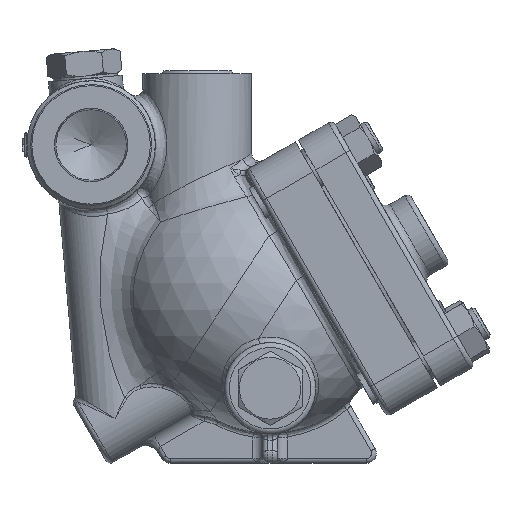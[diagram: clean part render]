
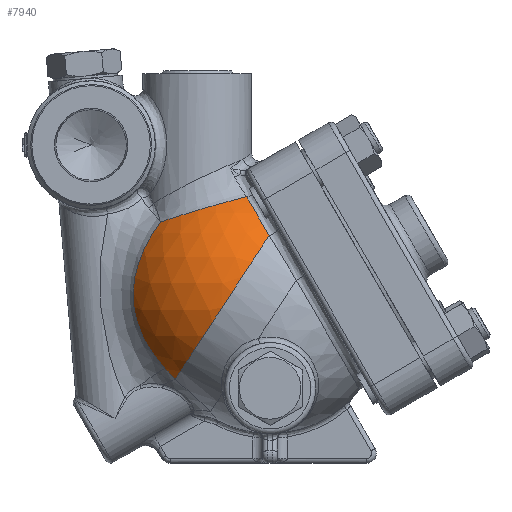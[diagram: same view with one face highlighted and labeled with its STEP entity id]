
A CAD part, front view. The second image highlights one B-rep face of the part: STEP entity #7940.
In plain terms, the highlighted spherical face has radius 46 mm.
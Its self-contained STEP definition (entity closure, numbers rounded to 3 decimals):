
#7855=CARTESIAN_POINT('',(13.5,0.0,-60.639));
#7856=DIRECTION('',(0.0,0.0,1.0));
#7857=DIRECTION('',(1.0,0.0,0.0));
#7858=AXIS2_PLACEMENT_3D('',#7855,#7856,#7857);
#7859=SPHERICAL_SURFACE('',#7858,46.);
#7860=CARTESIAN_POINT('',(20.027,-22.347,-20.965));
#7861=VERTEX_POINT('',#7860);
#7862=CARTESIAN_POINT('',(29.116,-36.048,-36.708));
#7863=VERTEX_POINT('',#7862);
#7864=CARTESIAN_POINT('',(35.574,0.,-47.894));
#7865=DIRECTION('',(0.866,0.,0.5));
#7866=DIRECTION('',(0.169,0.941,-0.292));
#7867=AXIS2_PLACEMENT_3D('',#7864,#7865,#7866);
#7868=CIRCLE('',#7867,38.292);
#7869=EDGE_CURVE('',#7861,#7863,#7868,.T.);
#7870=ORIENTED_EDGE('',*,*,#7869,.F.);
#7871=CARTESIAN_POINT('',(-14.956,-21.083,-31.283));
#7872=VERTEX_POINT('',#7871);
#7873=CARTESIAN_POINT('',(-14.956,-21.083,-31.283));
#7874=CARTESIAN_POINT('',(-14.554,-21.432,-31.143));
#7875=CARTESIAN_POINT('',(-13.14,-22.588,-30.657));
#7876=CARTESIAN_POINT('',(-10.537,-24.321,-29.782));
#7877=CARTESIAN_POINT('',(-7.829,-25.623,-28.904));
#7878=CARTESIAN_POINT('',(-5.842,-26.365,-28.275));
#7879=CARTESIAN_POINT('',(-4.219,-26.888,-27.768));
#7880=CARTESIAN_POINT('',(-2.141,-27.402,-27.129));
#7881=CARTESIAN_POINT('',(0.404,-27.789,-26.365));
#7882=CARTESIAN_POINT('',(2.971,-27.938,-25.611));
#7883=CARTESIAN_POINT('',(5.523,-27.854,-24.877));
#7884=CARTESIAN_POINT('',(8.508,-27.48,-24.036));
#7885=CARTESIAN_POINT('',(11.241,-26.809,-23.284));
#7886=CARTESIAN_POINT('',(13.682,-25.93,-22.626));
#7887=CARTESIAN_POINT('',(15.455,-25.15,-22.155));
#7888=CARTESIAN_POINT('',(17.18,-24.242,-21.701));
#7889=CARTESIAN_POINT('',(18.705,-23.298,-21.305));
#7890=CARTESIAN_POINT('',(19.637,-22.638,-21.065));
#7891=CARTESIAN_POINT('',(20.027,-22.347,-20.965));
#7892=B_SPLINE_CURVE_WITH_KNOTS('',3,(#7873,#7874,#7875,#7876,#7877,#7878,#7879,#7880,#7881,#7882,#7883,#7884,#7885,#7886,#7887,#7888,#7889,#7890,#7891),.UNSPECIFIED.,.F.,.U.,(4,1,1,1,1,1,1,1,1,1,1,1,1,1,1,1,4),(8.696,8.822,9.128,9.435,9.537,9.639,9.843,10.047,10.251,10.455,10.659,10.966,11.119,11.272,11.425,11.578,11.692),.UNSPECIFIED.);
#7893=EDGE_CURVE('',#7872,#7861,#7892,.T.);
#7894=ORIENTED_EDGE('',*,*,#7893,.F.);
#7895=CARTESIAN_POINT('',(-13.089,-22.485,-90.696));
#7896=VERTEX_POINT('',#7895);
#7897=CARTESIAN_POINT('',(-13.089,-22.485,-90.696));
#7898=CARTESIAN_POINT('',(-14.25,-22.836,-89.406));
#7899=CARTESIAN_POINT('',(-16.512,-23.351,-86.707));
#7900=CARTESIAN_POINT('',(-18.884,-23.614,-83.314));
#7901=CARTESIAN_POINT('',(-20.395,-23.696,-80.804));
#7902=CARTESIAN_POINT('',(-22.107,-23.741,-77.722));
#7903=CARTESIAN_POINT('',(-23.773,-23.672,-73.912));
#7904=CARTESIAN_POINT('',(-25.069,-23.585,-69.373));
#7905=CARTESIAN_POINT('',(-25.717,-23.544,-65.917));
#7906=CARTESIAN_POINT('',(-26.033,-23.543,-62.387));
#7907=CARTESIAN_POINT('',(-26.006,-23.584,-58.83));
#7908=CARTESIAN_POINT('',(-25.706,-23.638,-55.885));
#7909=CARTESIAN_POINT('',(-25.31,-23.68,-53.562));
#7910=CARTESIAN_POINT('',(-24.574,-23.73,-50.125));
#7911=CARTESIAN_POINT('',(-23.293,-23.729,-46.183));
#7912=CARTESIAN_POINT('',(-21.5,-23.492,-42.135));
#7913=CARTESIAN_POINT('',(-20.169,-23.211,-39.52));
#7914=CARTESIAN_POINT('',(-19.1,-22.908,-37.622));
#7915=CARTESIAN_POINT('',(-17.758,-22.449,-35.39));
#7916=CARTESIAN_POINT('',(-16.447,-21.895,-33.381));
#7917=CARTESIAN_POINT('',(-15.336,-21.301,-31.808));
#7918=CARTESIAN_POINT('',(-14.956,-21.083,-31.283));
#7919=B_SPLINE_CURVE_WITH_KNOTS('',3,(#7897,#7898,#7899,#7900,#7901,#7902,#7903,#7904,#7905,#7906,#7907,#7908,#7909,#7910,#7911,#7912,#7913,#7914,#7915,#7916,#7917,#7918),.UNSPECIFIED.,.F.,.U.,(4,1,1,1,1,1,1,1,1,1,1,1,1,1,1,1,1,1,1,4),(-12.953,-12.22,-11.486,-11.241,-10.997,-10.018,-9.529,-9.04,-8.551,-8.062,-7.573,-7.328,-7.083,-6.105,-5.616,-5.249,-4.882,-4.699,-4.149,-3.865),.UNSPECIFIED.);
#7920=EDGE_CURVE('',#7896,#7872,#7919,.T.);
#7921=ORIENTED_EDGE('',*,*,#7920,.F.);
#7922=CARTESIAN_POINT('',(-8.912,-20.834,-94.984));
#7923=VERTEX_POINT('',#7922);
#7924=CARTESIAN_POINT('',(-8.912,-20.834,-94.984));
#7925=CARTESIAN_POINT('',(-10.326,-21.537,-93.635));
#7926=CARTESIAN_POINT('',(-11.738,-22.078,-92.196));
#7927=CARTESIAN_POINT('',(-13.089,-22.485,-90.696));
#7928=B_SPLINE_CURVE_WITH_KNOTS('',3,(#7924,#7925,#7926,#7927),.UNSPECIFIED.,.F.,.U.,(4,4),(-13.575,-12.716),.UNSPECIFIED.);
#7929=EDGE_CURVE('',#7923,#7896,#7928,.T.);
#7930=ORIENTED_EDGE('',*,*,#7929,.F.);
#7931=CARTESIAN_POINT('',(13.5,0.0,-60.639));
#7932=DIRECTION('',(0.837,0.0,-0.546));
#7933=DIRECTION('',(-0.546,0.0,-0.837));
#7934=AXIS2_PLACEMENT_3D('',#7931,#7932,#7933);
#7935=CIRCLE('',#7934,46.);
#7936=EDGE_CURVE('',#7863,#7923,#7935,.T.);
#7937=ORIENTED_EDGE('',*,*,#7936,.F.);
#7938=EDGE_LOOP('',(#7870,#7894,#7921,#7930,#7937));
#7939=FACE_OUTER_BOUND('',#7938,.T.);
#7940=ADVANCED_FACE('',(#7939),#7859,.T.);
